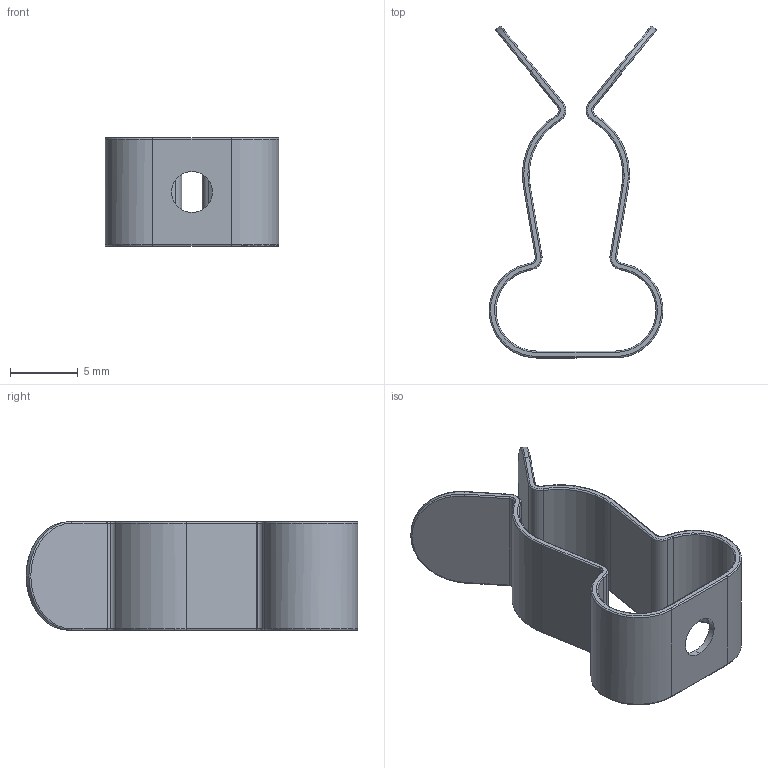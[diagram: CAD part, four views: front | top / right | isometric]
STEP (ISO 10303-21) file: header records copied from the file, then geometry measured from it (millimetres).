
FILE_DESCRIPTION (( 'STEP AP214' ), '1' );
FILE_NAME ('1010-005.STEP', '2023-12-01T08:14:26', ( '' ), ( '' ), 'SwSTEP 2.0', 'SolidWorks 2022', '' );
FILE_SCHEMA (( 'AUTOMOTIVE_DESIGN' ));
Length unit declared in the file: millimetre
Products named in the file (1): 1010-005
Bounding box: 12.8 x 24.46 x 8 mm (x, y, z)
Volume: 255.4 mm3; surface area: 1087.6 mm2
Topology: 1 solids, 1 shells, 126 faces, 300 edges, 176 vertices
Faces by surface type: cylinder 56, torus 54, plane 16
Entity records: 3708 total; most frequent: DIRECTION 756, CARTESIAN_POINT 603, ORIENTED_EDGE 600, AXIS2_PLACEMENT_3D 329, EDGE_CURVE 300, CIRCLE 202, VERTEX_POINT 176, EDGE_LOOP 128
